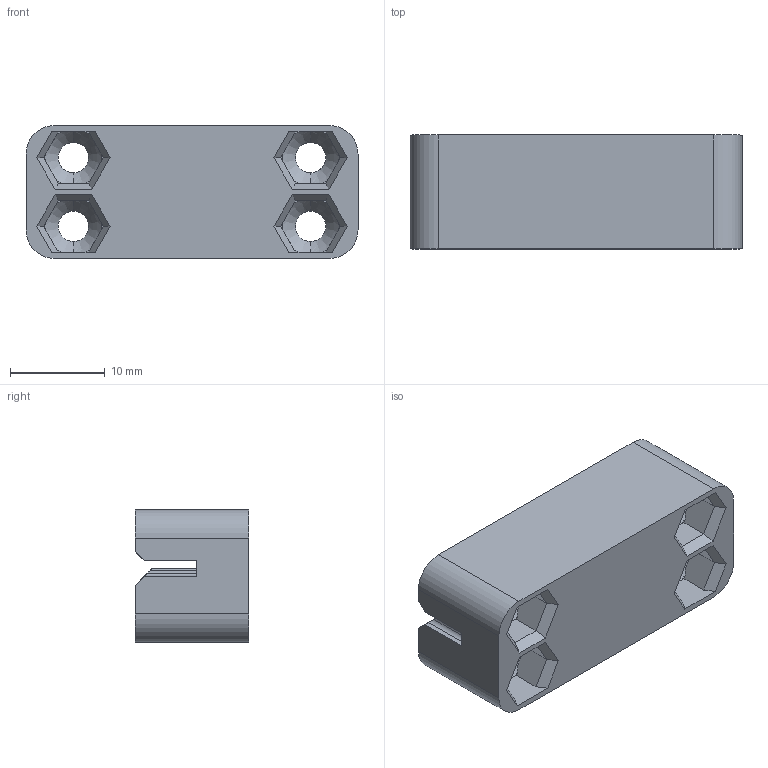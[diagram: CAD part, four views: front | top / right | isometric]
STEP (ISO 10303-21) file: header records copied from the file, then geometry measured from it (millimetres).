
FILE_DESCRIPTION (( 'STEP AP203' ), '1' );
FILE_NAME ('PR1058E_M2_RevG_X_Belt_Clamp.STEP', '2024-07-03T15:33:08', ( '' ), ( '' ), 'SwSTEP 2.0', 'SolidWorks 2022', '' );
FILE_SCHEMA (( 'CONFIG_CONTROL_DESIGN' ));
Length unit declared in the file: millimetre
Products named in the file (1): PR1058E_M2_RevG_X_Belt_Clamp
Bounding box: 35 x 12 x 14 mm (x, y, z)
Volume: 4668.5 mm3; surface area: 3037.5 mm2
Topology: 1 solids, 1 shells, 190 faces, 546 edges, 356 vertices
Faces by surface type: plane 98, cylinder 84, cone 8
Entity records: 6431 total; most frequent: CARTESIAN_POINT 1545, ORIENTED_EDGE 1092, DIRECTION 940, EDGE_CURVE 546, VERTEX_POINT 356, LINE 318, VECTOR 318, AXIS2_PLACEMENT_3D 311
